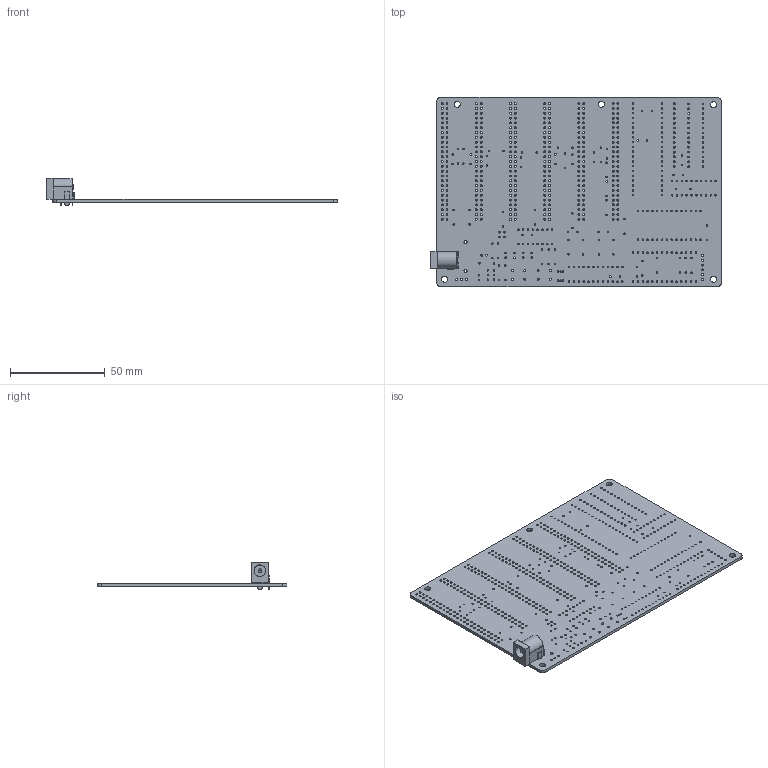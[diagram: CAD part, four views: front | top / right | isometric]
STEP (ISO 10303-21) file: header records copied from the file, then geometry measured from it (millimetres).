
FILE_DESCRIPTION(('KiCad electronic assembly'),'2;1');
FILE_NAME('cpu_backplane.step','2023-03-15T15:57:40',('Pcbnew'),('Kicad' ),'Open CASCADE STEP processor 7.6','KiCad to STEP converter', 'Unknown');
FILE_SCHEMA(('AUTOMOTIVE_DESIGN { 1 0 10303 214 1 1 1 1 }'));
Length unit declared in the file: millimetre
Products named in the file (4): cpu_backplane 1; barrel_jack; SOLID; mainboard PCB
Assembly tree (3 placements, depth 3):
  cpu_backplane 1
    barrel_jack
      SOLID
    mainboard PCB
Bounding box: 153.12 x 99.95 x 14.5 mm (x, y, z)
Volume: 24197 mm3; surface area: 33906.3 mm2
Topology: 2 solids, 2 shells, 758 faces, 2205 edges, 1457 vertices
Faces by surface type: cylinder 697, plane 56, torus 4, revolution 1
Full cylindrical faces by diameter (mm): 0.7 x2, 0.75 x6, 0.8 x294, 0.9 x10, 1 x324, 1.1 x11, 1.6 x3, 1.95 x2, 2 x1, 3 x1, 3.2 x5, 6 x1
Entity records: 58634 total; most frequent: CARTESIAN_POINT 9812, DIRECTION 9470, ORIENTED_EDGE 4410, PCURVE 4410, DEFINITIONAL_REPRESENTATION 4410, LINE 3833, VECTOR 3833, CIRCLE 2715
